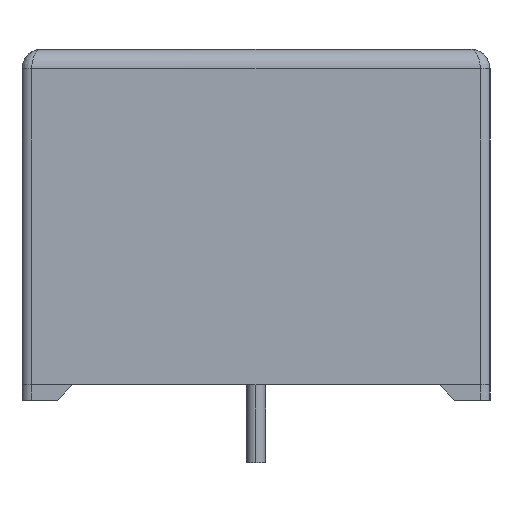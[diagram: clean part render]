
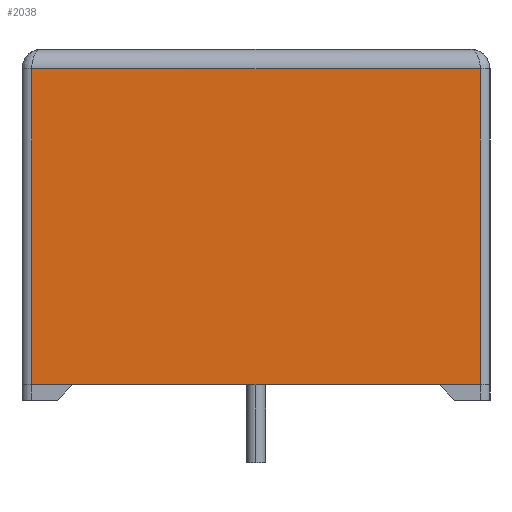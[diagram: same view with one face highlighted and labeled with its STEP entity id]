
A CAD part, left-side view. The second image highlights one B-rep face of the part: STEP entity #2038.
In plain terms, the highlighted planar face has unit normal (-1, 0, 0).
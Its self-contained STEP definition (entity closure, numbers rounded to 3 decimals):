
#1606=CARTESIAN_POINT('',(-21.0,11.5,17.0));
#1607=VERTEX_POINT('',#1606);
#1719=CARTESIAN_POINT('',(-21.0,-11.5,17.0));
#1720=VERTEX_POINT('',#1719);
#1777=CARTESIAN_POINT('',(-21.0,11.5,17.0));
#1778=DIRECTION('',(0.0,-1.0,0.0));
#1779=VECTOR('',#1778,23.);
#1780=LINE('',#1777,#1779);
#1781=EDGE_CURVE('',#1607,#1720,#1780,.T.);
#1901=CARTESIAN_POINT('',(-21.0,-11.5,0.8));
#1902=VERTEX_POINT('',#1901);
#1903=CARTESIAN_POINT('',(-21.0,-11.5,17.0));
#1904=DIRECTION('',(0.0,0.0,-1.0));
#1905=VECTOR('',#1904,16.2);
#1906=LINE('',#1903,#1905);
#1907=EDGE_CURVE('',#1720,#1902,#1906,.T.);
#1940=CARTESIAN_POINT('',(-21.0,11.5,0.8));
#1941=VERTEX_POINT('',#1940);
#1942=CARTESIAN_POINT('',(-21.0,-11.5,0.8));
#1943=DIRECTION('',(0.0,1.0,0.0));
#1944=VECTOR('',#1943,23.);
#1945=LINE('',#1942,#1944);
#1946=EDGE_CURVE('',#1902,#1941,#1945,.T.);
#2018=CARTESIAN_POINT('',(-21.0,11.5,0.8));
#2019=DIRECTION('',(0.0,0.0,1.0));
#2020=VECTOR('',#2019,16.2);
#2021=LINE('',#2018,#2020);
#2022=EDGE_CURVE('',#1941,#1607,#2021,.T.);
#2027=CARTESIAN_POINT('',(-21.0,-12.0,0.8));
#2028=DIRECTION('',(-1.0,0.0,0.0));
#2029=DIRECTION('',(0.0,0.0,1.0));
#2030=AXIS2_PLACEMENT_3D('',#2027,#2028,#2029);
#2031=PLANE('',#2030);
#2032=ORIENTED_EDGE('',*,*,#1781,.F.);
#2033=ORIENTED_EDGE('',*,*,#2022,.F.);
#2034=ORIENTED_EDGE('',*,*,#1946,.F.);
#2035=ORIENTED_EDGE('',*,*,#1907,.F.);
#2036=EDGE_LOOP('',(#2032,#2033,#2034,#2035));
#2037=FACE_OUTER_BOUND('',#2036,.T.);
#2038=ADVANCED_FACE('',(#2037),#2031,.T.);
